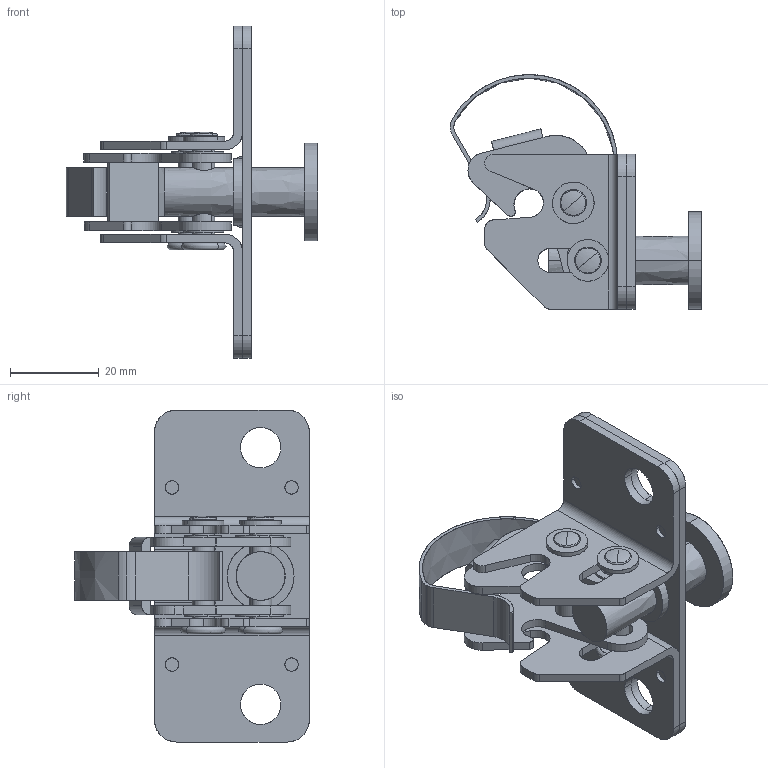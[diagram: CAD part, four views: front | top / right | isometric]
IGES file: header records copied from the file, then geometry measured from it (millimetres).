
Start section: SolidWorks IGES file using analytic representation for surfaces
Global section: file name: 23003-B000_.IGS,  ; native system: SolidWorks 2021; preprocessor: SolidWorks 2021; author: 1026tm; date: 230110.143717; units: millimetre
Bounding box: 56.77 x 53 x 75 mm (x, y, z)
Surface area: 22270.8 mm2 (no closed solid volume)
Topology: 0 solids, 0 shells, 261 faces, 4743 edges, 4739 vertices
Faces by surface type: revolution 153, bspline 108
